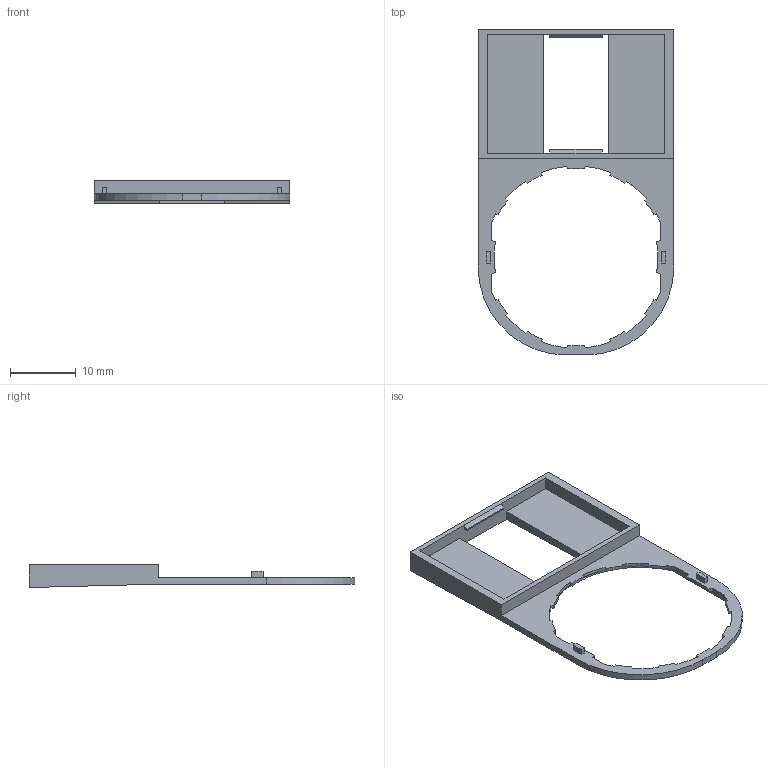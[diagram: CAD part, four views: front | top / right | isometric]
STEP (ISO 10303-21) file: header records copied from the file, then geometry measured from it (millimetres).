
FILE_DESCRIPTION((''),'2;1');
FILE_NAME('ZBZ33-3D_ASM','2020-12-30T11:55:24',('SESA231899'),('Schneider-Electric'),'CREO PARAMETRIC BY PTC INC, 2019164','CREO PARAMETRIC BY PTC INC, 2019164','');
FILE_SCHEMA(('AP242_MANAGED_MODEL_BASED_3D_ENGINEERING_MIM_LF { 1 0 10303 442 1 1 4 }'));
Length unit declared in the file: millimetre
Products named in the file (2): ZBZ33-3D_QGH8296001; ZBZ33-3D_ASM
Assembly tree (1 placements, depth 2):
  ZBZ33-3D_ASM
    ZBZ33-3D_QGH8296001
Bounding box: 29.8 x 49.65 x 3.5 mm (x, y, z)
Volume: 927.5 mm3; surface area: 2023.2 mm2
Topology: 1 solids, 1 shells, 95 faces, 273 edges, 186 vertices
Faces by surface type: plane 65, cylinder 30
Entity records: 3843 total; most frequent: CARTESIAN_POINT 561, DIRECTION 543, ORIENTED_EDGE 538, EDGE_CURVE 269, VECTOR 213, LINE 213, VERTEX_POINT 178, AXIS2_PLACEMENT_3D 165
